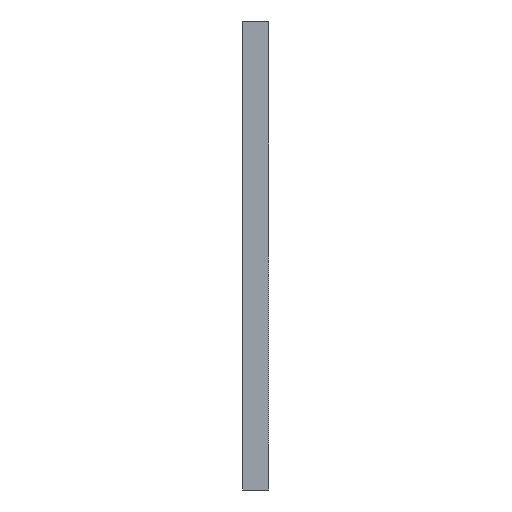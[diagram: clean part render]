
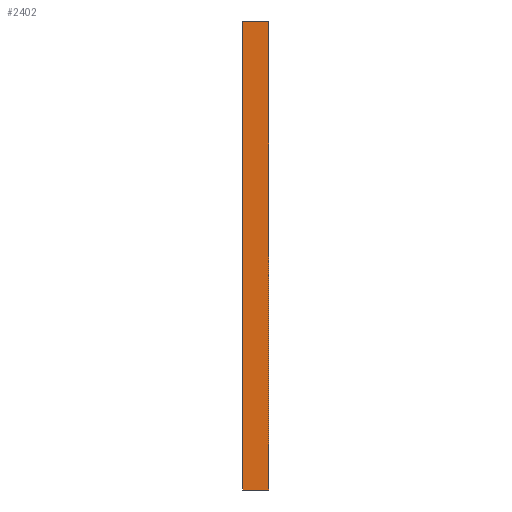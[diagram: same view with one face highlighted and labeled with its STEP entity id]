
A CAD part, left-side view. The second image highlights one B-rep face of the part: STEP entity #2402.
In plain terms, the highlighted planar face has unit normal (-1, 0, 0).
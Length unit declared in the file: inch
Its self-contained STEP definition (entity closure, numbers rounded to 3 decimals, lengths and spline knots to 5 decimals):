
#68 = DIRECTION ( 'NONE',  ( 0., 0., 1. ) ) ;
#233 = DIRECTION ( 'NONE',  ( 0., -1., 0. ) ) ;
#327 = VERTEX_POINT ( 'NONE', #1475 ) ;
#463 = DIRECTION ( 'NONE',  ( 0., 0., 1. ) ) ;
#475 = EDGE_CURVE ( 'NONE', #1906, #327, #883, .T. ) ;
#618 = ORIENTED_EDGE ( 'NONE', *, *, #1083, .T. ) ;
#632 = ORIENTED_EDGE ( 'NONE', *, *, #965, .T. ) ;
#649 = CARTESIAN_POINT ( 'NONE',  ( -2.75, 0., -2.25 ) ) ;
#737 = PLANE ( 'NONE',  #2792 ) ;
#821 = ORIENTED_EDGE ( 'NONE', *, *, #475, .F. ) ;
#883 = LINE ( 'NONE', #1925, #2258 ) ;
#965 = EDGE_CURVE ( 'NONE', #2685, #997, #1148, .T. ) ;
#997 = VERTEX_POINT ( 'NONE', #649 ) ;
#1083 = EDGE_CURVE ( 'NONE', #997, #327, #1358, .T. ) ;
#1148 = LINE ( 'NONE', #2565, #2661 ) ;
#1225 = ORIENTED_EDGE ( 'NONE', *, *, #1634, .F. ) ;
#1248 = CARTESIAN_POINT ( 'NONE',  ( -2.75, 0.25, -2.25 ) ) ;
#1358 = LINE ( 'NONE', #1748, #2426 ) ;
#1419 = LINE ( 'NONE', #1799, #1624 ) ;
#1475 = CARTESIAN_POINT ( 'NONE',  ( -2.75, 0., 2.25 ) ) ;
#1570 = DIRECTION ( 'NONE',  ( 0., 0., -1. ) ) ;
#1593 = CARTESIAN_POINT ( 'NONE',  ( -2.75, 0.25, -2.25 ) ) ;
#1624 = VECTOR ( 'NONE', #68, 39.37008 ) ;
#1634 = EDGE_CURVE ( 'NONE', #2685, #1906, #1419, .T. ) ;
#1693 = FACE_OUTER_BOUND ( 'NONE', #1922, .T. ) ;
#1748 = CARTESIAN_POINT ( 'NONE',  ( -2.75, 0., -2.25 ) ) ;
#1799 = CARTESIAN_POINT ( 'NONE',  ( -2.75, 0.25, -2.25 ) ) ;
#1906 = VERTEX_POINT ( 'NONE', #2299 ) ;
#1922 = EDGE_LOOP ( 'NONE', ( #618, #821, #1225, #632 ) ) ;
#1925 = CARTESIAN_POINT ( 'NONE',  ( -2.75, 0.25, 2.25 ) ) ;
#2258 = VECTOR ( 'NONE', #233, 39.37008 ) ;
#2299 = CARTESIAN_POINT ( 'NONE',  ( -2.75, 0.25, 2.25 ) ) ;
#2342 = DIRECTION ( 'NONE',  ( 0., -1., 0. ) ) ;
#2402 = ADVANCED_FACE ( 'NONE', ( #1693 ), #737, .F. ) ;
#2426 = VECTOR ( 'NONE', #463, 39.37008 ) ;
#2440 = DIRECTION ( 'NONE',  ( 1., 0., 0. ) ) ;
#2565 = CARTESIAN_POINT ( 'NONE',  ( -2.75, 0.25, -2.25 ) ) ;
#2661 = VECTOR ( 'NONE', #2342, 39.37008 ) ;
#2685 = VERTEX_POINT ( 'NONE', #1248 ) ;
#2792 = AXIS2_PLACEMENT_3D ( 'NONE', #1593, #2440, #1570 ) ;
